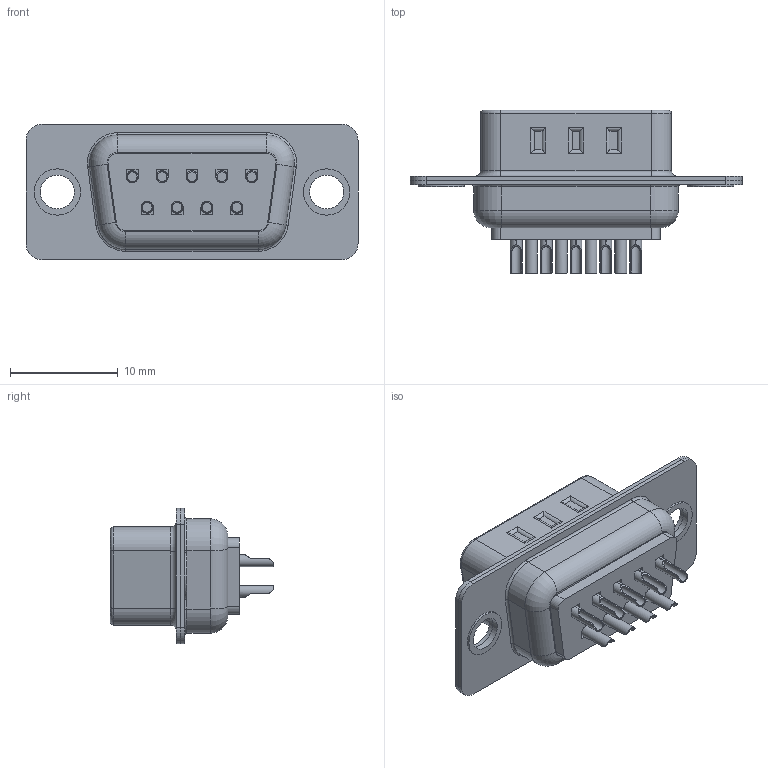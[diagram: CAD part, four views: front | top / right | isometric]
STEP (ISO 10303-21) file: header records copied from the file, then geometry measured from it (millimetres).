
FILE_DESCRIPTION(/* description */ ('Unknown'),/* implementation_level */ '2;1');
FILE_NAME(/* name */ '61800924823',/* time_stamp */ '2022-12-08T15:15:53+01:00',/* author */ ('Unknown'),/* organization */ ('Unknown'),/* preprocessor_version */ 'ST-DEVELOPER v16.7',/* originating_system */ 'Solid Edge',/* authorisation */ 'Unknown');
FILE_SCHEMA (('AUTOMOTIVE_DESIGN {1 0 10303 214 3 1 1}'));
Length unit declared in the file: millimetre
Products named in the file (5): 6180xx24823; 6180xx24823.Pin; 61800924823; 61800924823_SHIELDING1; 61800924823_SHIELDING2
Assembly tree (12 placements, depth 2):
  6180xx24823
    6180xx24823.Pin  x9
    61800924823
    61800924823_SHIELDING1
    61800924823_SHIELDING2
Bounding box: 30.8 x 15.15 x 12.55 mm (x, y, z)
Volume: 1141.9 mm3; surface area: 3567.3 mm2
Topology: 21 solids, 21 shells, 727 faces, 1852 edges, 1212 vertices
Faces by surface type: plane 402, cylinder 275, torus 50
Full cylindrical faces by diameter (mm): 1 x9, 1.75 x9, 3.15 x4, 4.3 x2
Entity records: 11115 total; most frequent: DIRECTION 1901, CARTESIAN_POINT 1863, ORIENTED_EDGE 1706, EDGE_CURVE 853, AXIS2_PLACEMENT_3D 692, VERTEX_POINT 558, LINE 517, VECTOR 517
